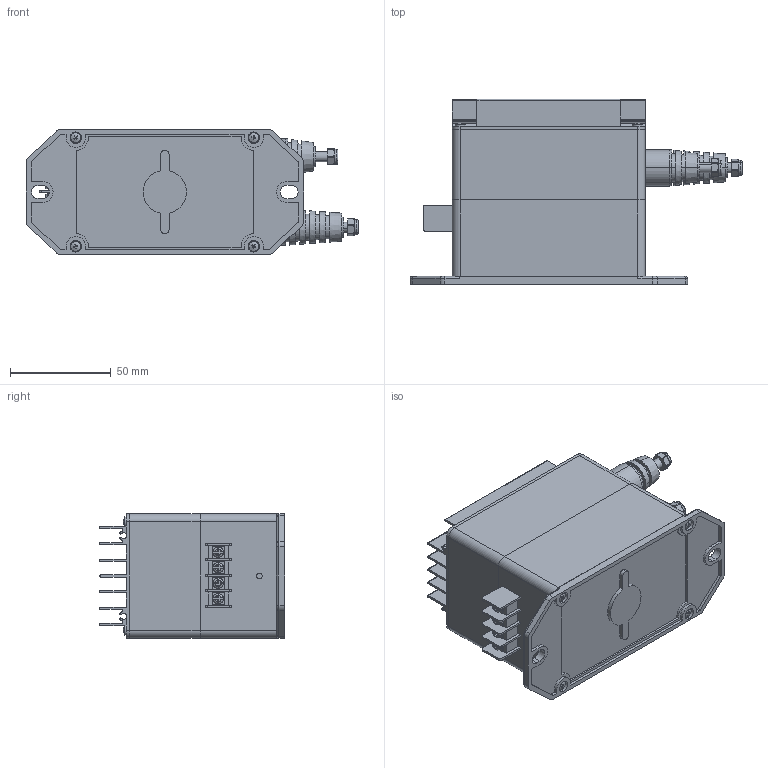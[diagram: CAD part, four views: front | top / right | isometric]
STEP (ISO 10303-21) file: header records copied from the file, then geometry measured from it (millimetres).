
FILE_DESCRIPTION (( 'STEP AP214' ), '1' );
FILE_NAME ('HV2.STEP', '2023-01-04T03:53:42', ( '' ), ( '' ), 'SwSTEP 2.0', 'SolidWorks 2020', '' );
FILE_SCHEMA (( 'AUTOMOTIVE_DESIGN' ));
Length unit declared in the file: millimetre
Products named in the file (14): HV2; 100PV-___________.STEP; M3-50___________.STEP; 100PV-______1_____.STEP; 100PV-______2_____.STEP; 100PV-_________-0.STEP; 100PV-_________-1.STEP; 7.62-4P_________.STEP; M3-8___________.STEP; 100PV-M5_____________.STEP; 100PV-M5-40_________.STEP; 100PV-_________.STEP; 100PV-M5-50_________.STEP; M5_________.STEP
Assembly tree (21 placements, depth 2):
  HV2
    100PV-M5_____________.STEP  x2
    100PV-M5-50_________.STEP
    100PV-______2_____.STEP
    M3-8___________.STEP  x4
    100PV-_________.STEP
    100PV-M5-40_________.STEP
    M3-50___________.STEP  x4
    100PV-___________.STEP
    100PV-_________-0.STEP
    100PV-______1_____.STEP
    7.62-4P_________.STEP
    M5_________.STEP  x2
    100PV-_________-1.STEP
Bounding box: 165.05 x 92 x 62 mm (x, y, z)
Volume: 120119.3 mm3; surface area: 126969.1 mm2
Topology: 23 solids, 23 shells, 1109 faces, 2827 edges, 1806 vertices
Faces by surface type: plane 615, cylinder 342, cone 74, torus 44, bspline 20, sphere 14
Entity records: 29210 total; most frequent: CARTESIAN_POINT 5638, DIRECTION 4886, ORIENTED_EDGE 4688, EDGE_CURVE 2344, AXIS2_PLACEMENT_3D 1683, VERTEX_POINT 1523, VECTOR 1520, LINE 1520
